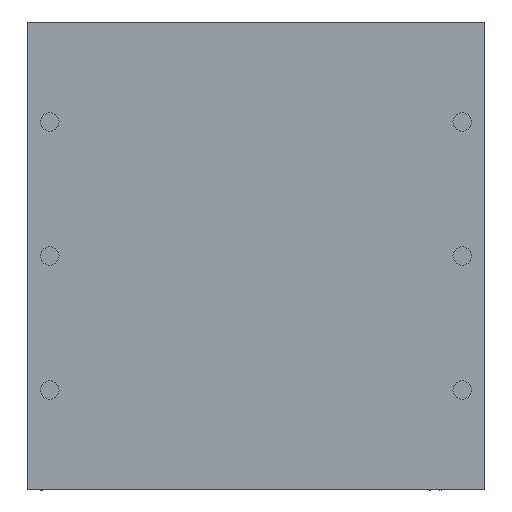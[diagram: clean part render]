
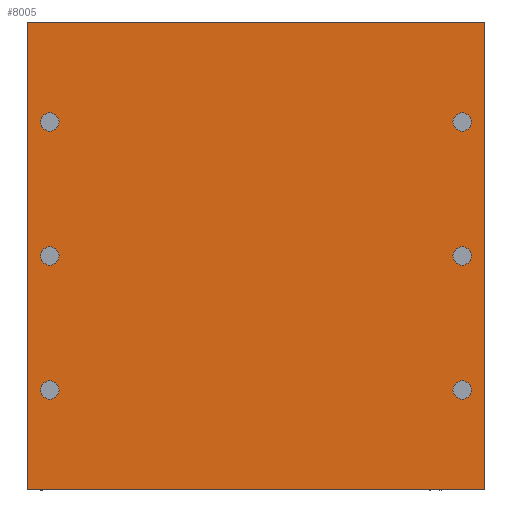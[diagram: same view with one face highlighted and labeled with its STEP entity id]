
A CAD part, front view. The second image highlights one B-rep face of the part: STEP entity #8005.
In plain terms, the highlighted planar face has unit normal (0, -1, 0).
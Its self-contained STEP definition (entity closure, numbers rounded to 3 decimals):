
#472 = CARTESIAN_POINT ( 'NONE',  ( 56.922, 1.354, -76.06 ) ) ;
#473 = VERTEX_POINT ( 'NONE', #472 ) ;
#474 = CARTESIAN_POINT ( 'NONE',  ( 56.922, 1.354, -43.04 ) ) ;
#475 = VERTEX_POINT ( 'NONE', #474 ) ;
#476 = CARTESIAN_POINT ( 'NONE',  ( 6.122, 1.354, -76.06 ) ) ;
#477 = VERTEX_POINT ( 'NONE', #476 ) ;
#478 = CARTESIAN_POINT ( 'NONE',  ( 6.122, 1.354, -43.04 ) ) ;
#479 = VERTEX_POINT ( 'NONE', #478 ) ;
#480 = CARTESIAN_POINT ( 'NONE',  ( 6.122, 1.354, -59.55 ) ) ;
#481 = VERTEX_POINT ( 'NONE', #480 ) ;
#492 = CARTESIAN_POINT ( 'NONE',  ( 56.922, 1.354, -59.55 ) ) ;
#493 = VERTEX_POINT ( 'NONE', #492 ) ;
#511 = DIRECTION ( 'NONE',  ( 0., 0., -1. ) ) ;
#512 = DIRECTION ( 'NONE',  ( 0., 1., 0. ) ) ;
#514 = DIRECTION ( 'NONE',  ( 0., 0., -1. ) ) ;
#515 = DIRECTION ( 'NONE',  ( 0., 1., 0. ) ) ;
#540 = CARTESIAN_POINT ( 'NONE',  ( 56.922, 1.354, -41.91 ) ) ;
#541 = DIRECTION ( 'NONE',  ( 0., 0., 1. ) ) ;
#542 = DIRECTION ( 'NONE',  ( 0., 0., -1. ) ) ;
#543 = CARTESIAN_POINT ( 'NONE',  ( 59.713, 1.354, 0. ) ) ;
#544 = DIRECTION ( 'NONE',  ( 0., 1., 0. ) ) ;
#545 = CARTESIAN_POINT ( 'NONE',  ( 56.922, 1.354, -74.93 ) ) ;
#546 = DIRECTION ( 'NONE',  ( 0., 0., -1. ) ) ;
#547 = DIRECTION ( 'NONE',  ( 0., 1., 0. ) ) ;
#548 = DIRECTION ( 'NONE',  ( 0., 0., -1. ) ) ;
#549 = CARTESIAN_POINT ( 'NONE',  ( 6.122, 1.354, -41.91 ) ) ;
#550 = DIRECTION ( 'NONE',  ( 1., 0., 0. ) ) ;
#551 = CARTESIAN_POINT ( 'NONE',  ( 3.332, 1.354, -87.249 ) ) ;
#1062 = CARTESIAN_POINT ( 'NONE',  ( 3.332, 1.354, 0. ) ) ;
#1063 = DIRECTION ( 'NONE',  ( 0., 0., -1. ) ) ;
#1064 = DIRECTION ( 'NONE',  ( 0., 1., 0. ) ) ;
#1067 = CARTESIAN_POINT ( 'NONE',  ( 6.122, 1.354, -74.93 ) ) ;
#1069 = CARTESIAN_POINT ( 'NONE',  ( 6.122, 1.354, -58.42 ) ) ;
#1070 = DIRECTION ( 'NONE',  ( -1., 0., 0. ) ) ;
#1071 = CARTESIAN_POINT ( 'NONE',  ( 3.332, 1.354, -29.591 ) ) ;
#1099 = DIRECTION ( 'NONE',  ( 0., 0., -1. ) ) ;
#1101 = DIRECTION ( 'NONE',  ( 0., 1., 0. ) ) ;
#1683 = CARTESIAN_POINT ( 'NONE',  ( 56.922, 1.354, -58.42 ) ) ;
#1773 = FACE_BOUND ( 'NONE', #6711, .T. ) ;
#1774 = FACE_BOUND ( 'NONE', #6703, .T. ) ;
#1792 = FACE_BOUND ( 'NONE', #6705, .T. ) ;
#1795 = FACE_BOUND ( 'NONE', #6706, .T. ) ;
#1796 = FACE_OUTER_BOUND ( 'NONE', #6540, .T. ) ;
#1798 = FACE_BOUND ( 'NONE', #6702, .T. ) ;
#1802 = FACE_BOUND ( 'NONE', #6707, .T. ) ;
#1954 = CARTESIAN_POINT ( 'NONE',  ( 3.332, 1.354, 0. ) ) ;
#2001 = PLANE ( 'NONE',  #9123 ) ;
#2133 = LINE ( 'NONE', #1062, #2188 ) ;
#2170 = CIRCLE ( 'NONE', #9223, 1.13 ) ;
#2172 = LINE ( 'NONE', #1071, #2185 ) ;
#2175 = LINE ( 'NONE', #551, #2192 ) ;
#2185 = VECTOR ( 'NONE', #1070, 1000. ) ;
#2187 = LINE ( 'NONE', #543, #2198 ) ;
#2188 = VECTOR ( 'NONE', #548, 1000. ) ;
#2189 = CIRCLE ( 'NONE', #9187, 1.13 ) ;
#2192 = VECTOR ( 'NONE', #550, 1000. ) ;
#2197 = CIRCLE ( 'NONE', #9231, 1.13 ) ;
#2198 = VECTOR ( 'NONE', #541, 1000. ) ;
#2200 = CIRCLE ( 'NONE', #9233, 1.13 ) ;
#2203 = CIRCLE ( 'NONE', #9232, 1.13 ) ;
#2206 = CIRCLE ( 'NONE', #9234, 1.13 ) ;
#2305 = DIRECTION ( 'NONE',  ( 0., -1., 0. ) ) ;
#2317 = DIRECTION ( 'NONE',  ( 0., 0., -1. ) ) ;
#2868 = CARTESIAN_POINT ( 'NONE',  ( 3.332, 1.354, -29.591 ) ) ;
#2869 = CARTESIAN_POINT ( 'NONE',  ( 59.713, 1.354, -29.591 ) ) ;
#2870 = CARTESIAN_POINT ( 'NONE',  ( 3.332, 1.354, -87.249 ) ) ;
#2872 = CARTESIAN_POINT ( 'NONE',  ( 59.713, 1.354, -87.249 ) ) ;
#3009 = VERTEX_POINT ( 'NONE', #2872 ) ;
#3010 = VERTEX_POINT ( 'NONE', #2870 ) ;
#3011 = VERTEX_POINT ( 'NONE', #2869 ) ;
#3012 = VERTEX_POINT ( 'NONE', #2868 ) ;
#4780 = ORIENTED_EDGE ( 'NONE', *, *, #8267, .T. ) ;
#4782 = ORIENTED_EDGE ( 'NONE', *, *, #8264, .T. ) ;
#4783 = ORIENTED_EDGE ( 'NONE', *, *, #8271, .T. ) ;
#4784 = ORIENTED_EDGE ( 'NONE', *, *, #8268, .T. ) ;
#4785 = ORIENTED_EDGE ( 'NONE', *, *, #8266, .T. ) ;
#4787 = ORIENTED_EDGE ( 'NONE', *, *, #8269, .T. ) ;
#4788 = ORIENTED_EDGE ( 'NONE', *, *, #8272, .T. ) ;
#4789 = ORIENTED_EDGE ( 'NONE', *, *, #8254, .T. ) ;
#4790 = ORIENTED_EDGE ( 'NONE', *, *, #8270, .T. ) ;
#4791 = ORIENTED_EDGE ( 'NONE', *, *, #8273, .T. ) ;
#6540 = EDGE_LOOP ( 'NONE', ( #4784, #4783, #4782, #4780 ) ) ;
#6702 = EDGE_LOOP ( 'NONE', ( #4789 ) ) ;
#6703 = EDGE_LOOP ( 'NONE', ( #4787 ) ) ;
#6705 = EDGE_LOOP ( 'NONE', ( #4785 ) ) ;
#6706 = EDGE_LOOP ( 'NONE', ( #4790 ) ) ;
#6707 = EDGE_LOOP ( 'NONE', ( #4788 ) ) ;
#6711 = EDGE_LOOP ( 'NONE', ( #4791 ) ) ;
#8005 = ADVANCED_FACE ( 'NONE', ( #1773, #1795, #1798, #1802, #1774, #1792, #1796 ), #2001, .T. ) ;
#8254 = EDGE_CURVE ( 'NONE', #493, #493, #2170, .T. ) ;
#8264 = EDGE_CURVE ( 'NONE', #3011, #3012, #2172, .T. ) ;
#8266 = EDGE_CURVE ( 'NONE', #481, #481, #2189, .T. ) ;
#8267 = EDGE_CURVE ( 'NONE', #3012, #3010, #2133, .T. ) ;
#8268 = EDGE_CURVE ( 'NONE', #3010, #3009, #2175, .T. ) ;
#8269 = EDGE_CURVE ( 'NONE', #479, #479, #2197, .T. ) ;
#8270 = EDGE_CURVE ( 'NONE', #477, #477, #2200, .T. ) ;
#8271 = EDGE_CURVE ( 'NONE', #3009, #3011, #2187, .T. ) ;
#8272 = EDGE_CURVE ( 'NONE', #475, #475, #2203, .T. ) ;
#8273 = EDGE_CURVE ( 'NONE', #473, #473, #2206, .T. ) ;
#9123 = AXIS2_PLACEMENT_3D ( 'NONE', #1954, #2305, #2317 ) ;
#9187 = AXIS2_PLACEMENT_3D ( 'NONE', #1069, #1064, #1063 ) ;
#9223 = AXIS2_PLACEMENT_3D ( 'NONE', #1683, #1101, #1099 ) ;
#9231 = AXIS2_PLACEMENT_3D ( 'NONE', #549, #547, #546 ) ;
#9232 = AXIS2_PLACEMENT_3D ( 'NONE', #540, #515, #514 ) ;
#9233 = AXIS2_PLACEMENT_3D ( 'NONE', #1067, #544, #542 ) ;
#9234 = AXIS2_PLACEMENT_3D ( 'NONE', #545, #512, #511 ) ;
